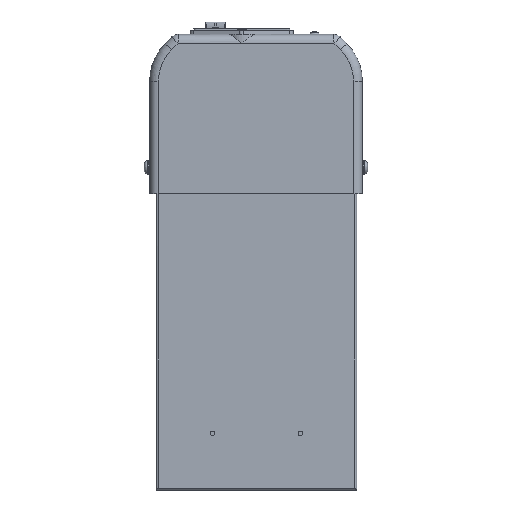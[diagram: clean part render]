
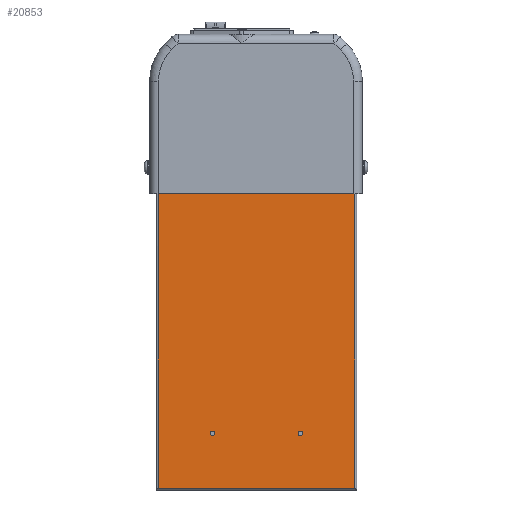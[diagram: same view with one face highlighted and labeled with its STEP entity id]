
A CAD part, front view. The second image highlights one B-rep face of the part: STEP entity #20853.
In plain terms, the highlighted planar face has unit normal (0, -1, 0).
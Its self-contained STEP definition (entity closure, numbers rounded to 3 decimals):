
#790=FACE_BOUND('',#4405,.T.);
#791=FACE_BOUND('',#4406,.T.);
#792=FACE_BOUND('',#4407,.T.);
#793=FACE_BOUND('',#4408,.T.);
#1745=PLANE('',#22828);
#3104=FACE_OUTER_BOUND('',#4404,.T.);
#4404=EDGE_LOOP('',(#19114,#19115,#19116,#19117));
#4405=EDGE_LOOP('',(#19118));
#4406=EDGE_LOOP('',(#19119));
#4407=EDGE_LOOP('',(#19120));
#4408=EDGE_LOOP('',(#19121));
#6372=LINE('',#44050,#8340);
#6398=LINE('',#44118,#8366);
#6399=LINE('',#44119,#8367);
#6400=LINE('',#44120,#8368);
#8340=VECTOR('',#27821,1000.);
#8366=VECTOR('',#27869,1000.);
#8367=VECTOR('',#27870,1000.);
#8368=VECTOR('',#27871,1000.);
#9020=CIRCLE('',#22682,1.25);
#9022=CIRCLE('',#22685,1.25);
#9024=CIRCLE('',#22688,1.25);
#9026=CIRCLE('',#22691,1.25);
#10737=VERTEX_POINT('',#43502);
#10739=VERTEX_POINT('',#43508);
#10741=VERTEX_POINT('',#43514);
#10743=VERTEX_POINT('',#43520);
#10943=VERTEX_POINT('',#44047);
#10944=VERTEX_POINT('',#44049);
#10974=VERTEX_POINT('',#44116);
#10975=VERTEX_POINT('',#44117);
#13460=EDGE_CURVE('',#10737,#10737,#9020,.T.);
#13463=EDGE_CURVE('',#10739,#10739,#9022,.T.);
#13466=EDGE_CURVE('',#10741,#10741,#9024,.T.);
#13469=EDGE_CURVE('',#10743,#10743,#9026,.T.);
#13734=EDGE_CURVE('',#10943,#10944,#6372,.T.);
#13768=EDGE_CURVE('',#10974,#10975,#6398,.T.);
#13769=EDGE_CURVE('',#10975,#10944,#6399,.T.);
#13770=EDGE_CURVE('',#10943,#10974,#6400,.T.);
#19114=ORIENTED_EDGE('',*,*,#13768,.T.);
#19115=ORIENTED_EDGE('',*,*,#13769,.T.);
#19116=ORIENTED_EDGE('',*,*,#13734,.F.);
#19117=ORIENTED_EDGE('',*,*,#13770,.T.);
#19118=ORIENTED_EDGE('',*,*,#13460,.F.);
#19119=ORIENTED_EDGE('',*,*,#13463,.F.);
#19120=ORIENTED_EDGE('',*,*,#13466,.F.);
#19121=ORIENTED_EDGE('',*,*,#13469,.F.);
#20853=ADVANCED_FACE('',(#3104,#790,#791,#792,#793),#1745,.T.);
#22682=AXIS2_PLACEMENT_3D('',#43504,#27346,#27347);
#22685=AXIS2_PLACEMENT_3D('',#43510,#27353,#27354);
#22688=AXIS2_PLACEMENT_3D('',#43516,#27360,#27361);
#22691=AXIS2_PLACEMENT_3D('',#43522,#27367,#27368);
#22828=AXIS2_PLACEMENT_3D('',#44115,#27867,#27868);
#27346=DIRECTION('center_axis',(0.,-1.,0.));
#27347=DIRECTION('ref_axis',(0.,0.,-1.));
#27353=DIRECTION('center_axis',(0.,-1.,0.));
#27354=DIRECTION('ref_axis',(0.,0.,-1.));
#27360=DIRECTION('center_axis',(0.,-1.,0.));
#27361=DIRECTION('ref_axis',(0.,0.,-1.));
#27367=DIRECTION('center_axis',(0.,-1.,0.));
#27368=DIRECTION('ref_axis',(0.,0.,-1.));
#27821=DIRECTION('',(0.,0.,-1.));
#27867=DIRECTION('center_axis',(0.,-1.,0.));
#27868=DIRECTION('ref_axis',(0.,0.,-1.));
#27869=DIRECTION('',(0.,0.,-1.));
#27870=DIRECTION('',(1.,0.,0.));
#27871=DIRECTION('',(-1.,0.,0.));
#43502=CARTESIAN_POINT('',(75.45,0.,26.));
#43504=CARTESIAN_POINT('Origin',(75.45,0.,24.75));
#43508=CARTESIAN_POINT('',(75.45,0.,-23.5));
#43510=CARTESIAN_POINT('Origin',(75.45,0.,-24.75));
#43514=CARTESIAN_POINT('',(-75.05,0.,26.));
#43516=CARTESIAN_POINT('Origin',(-75.05,0.,24.75));
#43520=CARTESIAN_POINT('',(-75.05,0.,-23.5));
#43522=CARTESIAN_POINT('Origin',(-75.05,0.,-24.75));
#44047=CARTESIAN_POINT('',(107.,0.,55.5));
#44049=CARTESIAN_POINT('',(107.,0.,-55.5));
#44050=CARTESIAN_POINT('',(107.,0.,56.5));
#44115=CARTESIAN_POINT('Origin',(0.,0.,0.));
#44116=CARTESIAN_POINT('',(-106.,0.,55.5));
#44117=CARTESIAN_POINT('',(-106.,0.,-55.5));
#44118=CARTESIAN_POINT('',(-106.,0.,-56.5));
#44119=CARTESIAN_POINT('',(107.,0.,-55.5));
#44120=CARTESIAN_POINT('',(-107.,0.,55.5));
